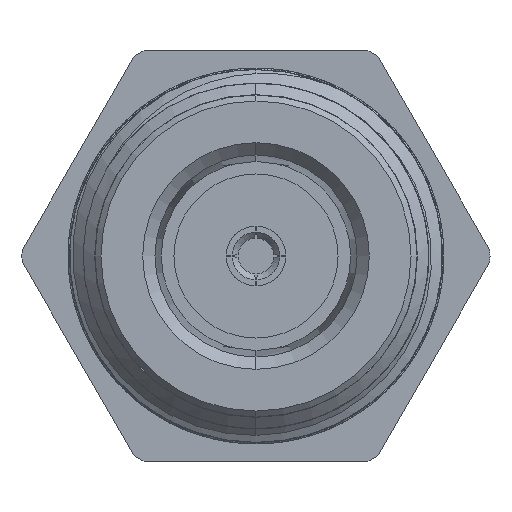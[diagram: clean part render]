
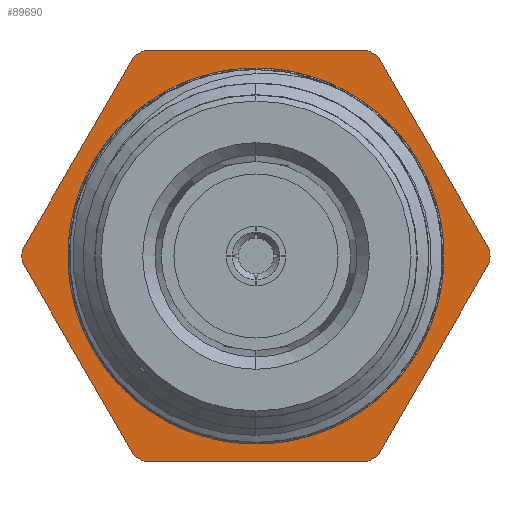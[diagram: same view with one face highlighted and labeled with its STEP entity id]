
A CAD part, left-side view. The second image highlights one B-rep face of the part: STEP entity #89690.
In plain terms, the highlighted face is planar.
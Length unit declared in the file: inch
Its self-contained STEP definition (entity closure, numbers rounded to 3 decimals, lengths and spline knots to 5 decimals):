
#2758 = ORIENTED_EDGE ( 'NONE', *, *, #69022, .T. ) ;
#2797 = CARTESIAN_POINT ( 'NONE',  ( 0.93213, 0.3396, 0. ) ) ;
#5272 = CARTESIAN_POINT ( 'NONE',  ( 0.93213, 0., 0.25033 ) ) ;
#5375 = AXIS2_PLACEMENT_3D ( 'NONE', #30623, #13793, #58392 ) ;
#6651 = VERTEX_POINT ( 'NONE', #36486 ) ;
#6925 = DIRECTION ( 'NONE',  ( -1., 0., 0. ) ) ;
#7072 = FACE_BOUND ( 'NONE', #39079, .T. ) ;
#7141 = EDGE_CURVE ( 'NONE', #35342, #18934, #64484, .T. ) ;
#9242 = CARTESIAN_POINT ( 'NONE',  ( 0.93213, 0.00964, 0.39222 ) ) ;
#10760 = CIRCLE ( 'NONE', #31569, 0.39233 ) ;
#10843 = CARTESIAN_POINT ( 'NONE',  ( 0.93213, 0.34449, -0.19889 ) ) ;
#11212 = DIRECTION ( 'NONE',  ( -1., 0., 0. ) ) ;
#12458 = ORIENTED_EDGE ( 'NONE', *, *, #64812, .F. ) ;
#12602 = VERTEX_POINT ( 'NONE', #13130 ) ;
#13130 = CARTESIAN_POINT ( 'NONE',  ( 0.93213, 0.00964, -0.39222 ) ) ;
#13793 = DIRECTION ( 'NONE',  ( -1., 0., 0. ) ) ;
#15191 = CIRCLE ( 'NONE', #31578, 0.39233 ) ;
#15465 = EDGE_CURVE ( 'NONE', #66056, #105062, #44854, .T. ) ;
#17366 = ORIENTED_EDGE ( 'NONE', *, *, #29213, .F. ) ;
#18494 = VECTOR ( 'NONE', #19214, 39.37008 ) ;
#18934 = VERTEX_POINT ( 'NONE', #93204 ) ;
#19214 = DIRECTION ( 'NONE',  ( 0., 0.866, 0.5 ) ) ;
#19803 = CARTESIAN_POINT ( 'NONE',  ( 0.93213, 0.34449, 0.19889 ) ) ;
#20664 = PLANE ( 'NONE',  #110733 ) ;
#20835 = CARTESIAN_POINT ( 'NONE',  ( 0.93213, 0.34449, 0.18776 ) ) ;
#22450 = EDGE_CURVE ( 'NONE', #113420, #30631, #15191, .T. ) ;
#23385 = EDGE_CURVE ( 'NONE', #76641, #105062, #87898, .T. ) ;
#24826 = AXIS2_PLACEMENT_3D ( 'NONE', #109383, #91281, #30549 ) ;
#25064 = ORIENTED_EDGE ( 'NONE', *, *, #23385, .F. ) ;
#26842 = DIRECTION ( 'NONE',  ( -1., 0., 0. ) ) ;
#28356 = DIRECTION ( 'NONE',  ( 0., 0., 1. ) ) ;
#28810 = VECTOR ( 'NONE', #68208, 39.37008 ) ;
#28923 = DIRECTION ( 'NONE',  ( -1., 0., 0. ) ) ;
#28981 = CARTESIAN_POINT ( 'NONE',  ( 0.93213, -0.34449, 0.18776 ) ) ;
#29213 = EDGE_CURVE ( 'NONE', #67235, #86633, #90019, .T. ) ;
#30074 = DIRECTION ( 'NONE',  ( 0., 0., 1. ) ) ;
#30141 = VECTOR ( 'NONE', #30074, 39.37008 ) ;
#30549 = DIRECTION ( 'NONE',  ( 0., 0., 1. ) ) ;
#30623 = CARTESIAN_POINT ( 'NONE',  ( 0.93213, 0., 0. ) ) ;
#30631 = VERTEX_POINT ( 'NONE', #80187 ) ;
#31569 = AXIS2_PLACEMENT_3D ( 'NONE', #70989, #98289, #79405 ) ;
#31578 = AXIS2_PLACEMENT_3D ( 'NONE', #70656, #26842, #35641 ) ;
#32363 = CARTESIAN_POINT ( 'NONE',  ( 0.93213, 0., 0. ) ) ;
#32798 = CARTESIAN_POINT ( 'NONE',  ( 0.93213, -0.33485, -0.20446 ) ) ;
#33908 = ORIENTED_EDGE ( 'NONE', *, *, #103324, .T. ) ;
#33907 = AXIS2_PLACEMENT_3D ( 'NONE', #63956, #28923, #98167 ) ;
#34092 = EDGE_CURVE ( 'NONE', #18934, #35342, #44126, .T. ) ;
#34249 = EDGE_CURVE ( 'NONE', #12602, #67235, #108825, .T. ) ;
#34339 = ORIENTED_EDGE ( 'NONE', *, *, #46101, .T. ) ;
#35342 = VERTEX_POINT ( 'NONE', #5272 ) ;
#35574 = CARTESIAN_POINT ( 'NONE',  ( 0.93213, -0.34449, 0.19889 ) ) ;
#35641 = DIRECTION ( 'NONE',  ( 0., 0., 1. ) ) ;
#36486 = CARTESIAN_POINT ( 'NONE',  ( 0.93213, 0.33485, -0.20446 ) ) ;
#36802 = DIRECTION ( 'NONE',  ( -1., 0., 0. ) ) ;
#37377 = DIRECTION ( 'NONE',  ( 0., 0., -1. ) ) ;
#38707 = AXIS2_PLACEMENT_3D ( 'NONE', #32363, #41202, #94627 ) ;
#39079 = EDGE_LOOP ( 'NONE', ( #83704, #47096 ) ) ;
#41202 = DIRECTION ( 'NONE',  ( -1., 0., 0. ) ) ;
#41309 = FACE_OUTER_BOUND ( 'NONE', #60675, .T. ) ;
#41679 = CARTESIAN_POINT ( 'NONE',  ( 0.93213, 0., -0.39778 ) ) ;
#41842 = LINE ( 'NONE', #10843, #18494 ) ;
#43880 = LINE ( 'NONE', #41679, #28810 ) ;
#44126 = CIRCLE ( 'NONE', #97305, 0.25033 ) ;
#44854 = LINE ( 'NONE', #65383, #105441 ) ;
#46101 = EDGE_CURVE ( 'NONE', #49425, #86633, #43880, .T. ) ;
#47096 = ORIENTED_EDGE ( 'NONE', *, *, #34092, .T. ) ;
#47804 = VERTEX_POINT ( 'NONE', #89658 ) ;
#48451 = ORIENTED_EDGE ( 'NONE', *, *, #90172, .T. ) ;
#49425 = VERTEX_POINT ( 'NONE', #32798 ) ;
#52146 = DIRECTION ( 'NONE',  ( 0., -0.866, -0.5 ) ) ;
#54832 = DIRECTION ( 'NONE',  ( -1., 0., 0. ) ) ;
#58392 = DIRECTION ( 'NONE',  ( 0., 0., 1. ) ) ;
#59170 = LINE ( 'NONE', #19803, #30141 ) ;
#59334 = ORIENTED_EDGE ( 'NONE', *, *, #59630, .T. ) ;
#59630 = EDGE_CURVE ( 'NONE', #76641, #30631, #86727, .T. ) ;
#59813 = AXIS2_PLACEMENT_3D ( 'NONE', #103255, #6925, #84425 ) ;
#60675 = EDGE_LOOP ( 'NONE', ( #111539, #109168, #25064, #59334, #91654, #2758, #113611, #34339, #17366, #75067, #33908, #12458, #48451 ) ) ;
#62823 = EDGE_CURVE ( 'NONE', #66056, #110233, #78008, .T. ) ;
#63956 = CARTESIAN_POINT ( 'NONE',  ( 0.93213, 0., 0. ) ) ;
#64484 = CIRCLE ( 'NONE', #83403, 0.25033 ) ;
#64812 = EDGE_CURVE ( 'NONE', #103870, #6651, #87564, .T. ) ;
#65383 = CARTESIAN_POINT ( 'NONE',  ( 0.93213, 0., 0.39778 ) ) ;
#65772 = CARTESIAN_POINT ( 'NONE',  ( 0.93213, -0.00964, -0.39222 ) ) ;
#66056 = VERTEX_POINT ( 'NONE', #98857 ) ;
#67235 = VERTEX_POINT ( 'NONE', #90957 ) ;
#68208 = DIRECTION ( 'NONE',  ( 0., 0.866, -0.5 ) ) ;
#69022 = EDGE_CURVE ( 'NONE', #113420, #47804, #102100, .T. ) ;
#70656 = CARTESIAN_POINT ( 'NONE',  ( 0.93213, 0., 0. ) ) ;
#70989 = CARTESIAN_POINT ( 'NONE',  ( 0.93213, 0., 0. ) ) ;
#71190 = CARTESIAN_POINT ( 'NONE',  ( 0.93213, -0.00964, 0.39222 ) ) ;
#75067 = ORIENTED_EDGE ( 'NONE', *, *, #34249, .F. ) ;
#76641 = VERTEX_POINT ( 'NONE', #71190 ) ;
#78008 = CIRCLE ( 'NONE', #24826, 0.39233 ) ;
#78440 = VECTOR ( 'NONE', #52146, 39.37008 ) ;
#79405 = DIRECTION ( 'NONE',  ( 0., 0., 1. ) ) ;
#80187 = CARTESIAN_POINT ( 'NONE',  ( 0.93213, -0.33485, 0.20446 ) ) ;
#80255 = CARTESIAN_POINT ( 'NONE',  ( 0.93213, 0., 0. ) ) ;
#81287 = DIRECTION ( 'NONE',  ( 0., 0., 1. ) ) ;
#81386 = DIRECTION ( 'NONE',  ( 0., 0., 1. ) ) ;
#83381 = DIRECTION ( 'NONE',  ( 0., -0.866, 0.5 ) ) ;
#83403 = AXIS2_PLACEMENT_3D ( 'NONE', #90155, #54832, #81287 ) ;
#83704 = ORIENTED_EDGE ( 'NONE', *, *, #7141, .T. ) ;
#84425 = DIRECTION ( 'NONE',  ( 0., 0., 1. ) ) ;
#86633 = VERTEX_POINT ( 'NONE', #65772 ) ;
#86727 = LINE ( 'NONE', #35574, #78440 ) ;
#87564 = CIRCLE ( 'NONE', #38707, 0.39233 ) ;
#87898 = CIRCLE ( 'NONE', #33907, 0.39233 ) ;
#89658 = CARTESIAN_POINT ( 'NONE',  ( 0.93213, -0.34449, -0.18776 ) ) ;
#89690 = ADVANCED_FACE ( 'NONE', ( #7072, #41309 ), #20664, .F. ) ;
#89714 = VECTOR ( 'NONE', #37377, 39.37008 ) ;
#90019 = CIRCLE ( 'NONE', #59813, 0.39233 ) ;
#90155 = CARTESIAN_POINT ( 'NONE',  ( 0.93213, 0., 0. ) ) ;
#90172 = EDGE_CURVE ( 'NONE', #103870, #110233, #59170, .T. ) ;
#90957 = CARTESIAN_POINT ( 'NONE',  ( 0.93213, 0., -0.39233 ) ) ;
#91281 = DIRECTION ( 'NONE',  ( -1., 0., 0. ) ) ;
#91654 = ORIENTED_EDGE ( 'NONE', *, *, #22450, .F. ) ;
#93204 = CARTESIAN_POINT ( 'NONE',  ( 0.93213, 0., -0.25033 ) ) ;
#94627 = DIRECTION ( 'NONE',  ( 0., 0., 1. ) ) ;
#97305 = AXIS2_PLACEMENT_3D ( 'NONE', #80255, #11212, #81386 ) ;
#98167 = DIRECTION ( 'NONE',  ( 0., 0., 1. ) ) ;
#98289 = DIRECTION ( 'NONE',  ( -1., 0., 0. ) ) ;
#98857 = CARTESIAN_POINT ( 'NONE',  ( 0.93213, 0.33485, 0.20446 ) ) ;
#99686 = EDGE_CURVE ( 'NONE', #49425, #47804, #10760, .T. ) ;
#102100 = LINE ( 'NONE', #108510, #89714 ) ;
#103255 = CARTESIAN_POINT ( 'NONE',  ( 0.93213, 0., 0. ) ) ;
#103324 = EDGE_CURVE ( 'NONE', #12602, #6651, #41842, .T. ) ;
#103870 = VERTEX_POINT ( 'NONE', #111208 ) ;
#105062 = VERTEX_POINT ( 'NONE', #9242 ) ;
#105441 = VECTOR ( 'NONE', #83381, 39.37008 ) ;
#108510 = CARTESIAN_POINT ( 'NONE',  ( 0.93213, -0.34449, -0.19889 ) ) ;
#108825 = CIRCLE ( 'NONE', #5375, 0.39233 ) ;
#109168 = ORIENTED_EDGE ( 'NONE', *, *, #15465, .T. ) ;
#109383 = CARTESIAN_POINT ( 'NONE',  ( 0.93213, 0., 0. ) ) ;
#110233 = VERTEX_POINT ( 'NONE', #20835 ) ;
#110733 = AXIS2_PLACEMENT_3D ( 'NONE', #2797, #36802, #28356 ) ;
#111208 = CARTESIAN_POINT ( 'NONE',  ( 0.93213, 0.34449, -0.18776 ) ) ;
#111539 = ORIENTED_EDGE ( 'NONE', *, *, #62823, .F. ) ;
#113420 = VERTEX_POINT ( 'NONE', #28981 ) ;
#113611 = ORIENTED_EDGE ( 'NONE', *, *, #99686, .F. ) ;
